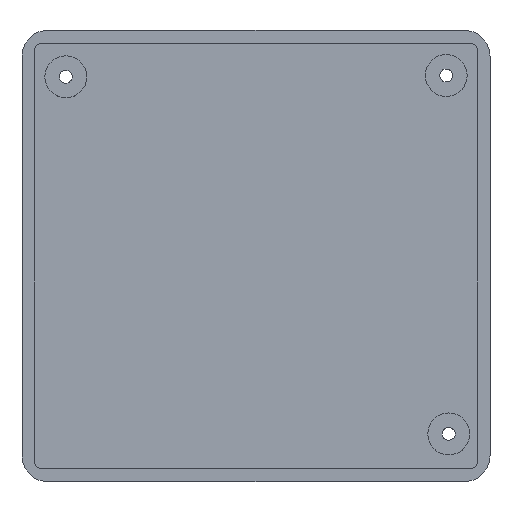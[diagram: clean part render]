
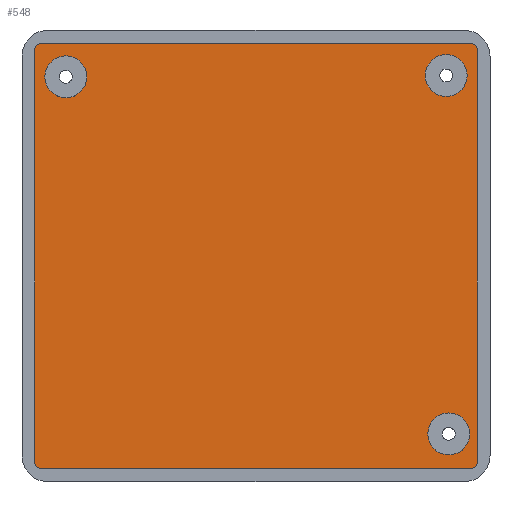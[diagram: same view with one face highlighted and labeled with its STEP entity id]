
A CAD part, top view. The second image highlights one B-rep face of the part: STEP entity #548.
In plain terms, the highlighted planar face has unit normal (0, 0, 1).
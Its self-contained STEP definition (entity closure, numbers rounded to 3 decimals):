
#19=FACE_BOUND('',#83,.T.);
#20=FACE_BOUND('',#84,.T.);
#21=FACE_BOUND('',#85,.T.);
#30=PLANE('',#602);
#46=FACE_OUTER_BOUND('',#82,.T.);
#82=EDGE_LOOP('',(#383,#384,#385,#386,#387,#388,#389,#390));
#83=EDGE_LOOP('',(#391));
#84=EDGE_LOOP('',(#392));
#85=EDGE_LOOP('',(#393));
#127=LINE('',#867,#169);
#132=LINE('',#881,#174);
#133=LINE('',#883,#175);
#134=LINE('',#887,#176);
#169=VECTOR('',#679,10.);
#174=VECTOR('',#692,10.);
#175=VECTOR('',#693,10.);
#176=VECTOR('',#696,10.);
#209=CIRCLE('',#596,1.);
#211=CIRCLE('',#600,1.);
#213=CIRCLE('',#603,1.);
#214=CIRCLE('',#604,1.);
#215=CIRCLE('',#605,3.25);
#216=CIRCLE('',#606,3.25);
#217=CIRCLE('',#607,3.25);
#245=VERTEX_POINT('',#857);
#246=VERTEX_POINT('',#858);
#249=VERTEX_POINT('',#866);
#251=VERTEX_POINT('',#872);
#252=VERTEX_POINT('',#873);
#255=VERTEX_POINT('',#882);
#256=VERTEX_POINT('',#884);
#257=VERTEX_POINT('',#886);
#258=VERTEX_POINT('',#889);
#259=VERTEX_POINT('',#891);
#260=VERTEX_POINT('',#893);
#293=EDGE_CURVE('',#245,#246,#209,.T.);
#297=EDGE_CURVE('',#245,#249,#127,.T.);
#300=EDGE_CURVE('',#251,#252,#211,.T.);
#304=EDGE_CURVE('',#251,#246,#132,.T.);
#305=EDGE_CURVE('',#255,#252,#133,.T.);
#306=EDGE_CURVE('',#255,#256,#213,.T.);
#307=EDGE_CURVE('',#257,#256,#134,.T.);
#308=EDGE_CURVE('',#257,#249,#214,.T.);
#309=EDGE_CURVE('',#258,#258,#215,.T.);
#310=EDGE_CURVE('',#259,#259,#216,.T.);
#311=EDGE_CURVE('',#260,#260,#217,.T.);
#383=ORIENTED_EDGE('',*,*,#293,.T.);
#384=ORIENTED_EDGE('',*,*,#304,.F.);
#385=ORIENTED_EDGE('',*,*,#300,.T.);
#386=ORIENTED_EDGE('',*,*,#305,.F.);
#387=ORIENTED_EDGE('',*,*,#306,.T.);
#388=ORIENTED_EDGE('',*,*,#307,.F.);
#389=ORIENTED_EDGE('',*,*,#308,.T.);
#390=ORIENTED_EDGE('',*,*,#297,.F.);
#391=ORIENTED_EDGE('',*,*,#309,.F.);
#392=ORIENTED_EDGE('',*,*,#310,.F.);
#393=ORIENTED_EDGE('',*,*,#311,.F.);
#548=ADVANCED_FACE('',(#46,#19,#20,#21),#30,.T.);
#596=AXIS2_PLACEMENT_3D('',#859,#671,#672);
#600=AXIS2_PLACEMENT_3D('',#874,#684,#685);
#602=AXIS2_PLACEMENT_3D('',#880,#690,#691);
#603=AXIS2_PLACEMENT_3D('',#885,#694,#695);
#604=AXIS2_PLACEMENT_3D('',#888,#697,#698);
#605=AXIS2_PLACEMENT_3D('',#890,#699,#700);
#606=AXIS2_PLACEMENT_3D('',#892,#701,#702);
#607=AXIS2_PLACEMENT_3D('',#894,#703,#704);
#671=DIRECTION('center_axis',(0.,0.,1.));
#672=DIRECTION('ref_axis',(-0.707,-0.707,0.));
#679=DIRECTION('',(0.,1.,0.));
#684=DIRECTION('center_axis',(0.,0.,1.));
#685=DIRECTION('ref_axis',(0.707,-0.707,0.));
#690=DIRECTION('center_axis',(0.,0.,1.));
#691=DIRECTION('ref_axis',(-1.,0.,0.));
#692=DIRECTION('',(-1.,0.,0.));
#693=DIRECTION('',(0.,-1.,0.));
#694=DIRECTION('center_axis',(0.,0.,1.));
#695=DIRECTION('ref_axis',(0.707,0.707,0.));
#696=DIRECTION('',(1.,0.,0.));
#697=DIRECTION('center_axis',(0.,0.,1.));
#698=DIRECTION('ref_axis',(-0.707,0.707,0.));
#699=DIRECTION('center_axis',(0.,0.,1.));
#700=DIRECTION('ref_axis',(-1.,0.,0.));
#701=DIRECTION('center_axis',(0.,0.,1.));
#702=DIRECTION('ref_axis',(-1.,0.,0.));
#703=DIRECTION('center_axis',(0.,0.,1.));
#704=DIRECTION('ref_axis',(-1.,0.,0.));
#857=CARTESIAN_POINT('',(59.6,-117.4,4.51));
#858=CARTESIAN_POINT('',(60.6,-118.4,4.51));
#859=CARTESIAN_POINT('Origin',(60.6,-117.4,4.51));
#866=CARTESIAN_POINT('',(59.6,-53.4,4.51));
#867=CARTESIAN_POINT('',(59.6,-86.4,4.51));
#872=CARTESIAN_POINT('',(127.2,-118.4,4.51));
#873=CARTESIAN_POINT('',(128.2,-117.4,4.51));
#874=CARTESIAN_POINT('Origin',(127.2,-117.4,4.51));
#880=CARTESIAN_POINT('Origin',(93.9,-85.4,4.51));
#881=CARTESIAN_POINT('',(127.2,-118.4,4.51));
#882=CARTESIAN_POINT('',(128.2,-53.4,4.51));
#883=CARTESIAN_POINT('',(128.2,-53.4,4.51));
#884=CARTESIAN_POINT('',(127.2,-52.4,4.51));
#885=CARTESIAN_POINT('Origin',(127.2,-53.4,4.51));
#886=CARTESIAN_POINT('',(60.6,-52.4,4.51));
#887=CARTESIAN_POINT('',(59.6,-52.4,4.51));
#888=CARTESIAN_POINT('Origin',(60.6,-53.4,4.51));
#889=CARTESIAN_POINT('',(126.65,-57.4,4.51));
#890=CARTESIAN_POINT('Origin',(123.4,-57.4,4.51));
#891=CARTESIAN_POINT('',(127.05,-113.,4.51));
#892=CARTESIAN_POINT('Origin',(123.8,-113.,4.51));
#893=CARTESIAN_POINT('',(67.65,-57.6,4.51));
#894=CARTESIAN_POINT('Origin',(64.4,-57.6,4.51));
